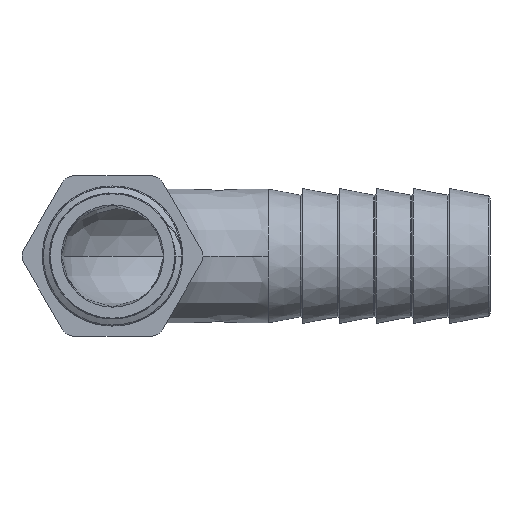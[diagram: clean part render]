
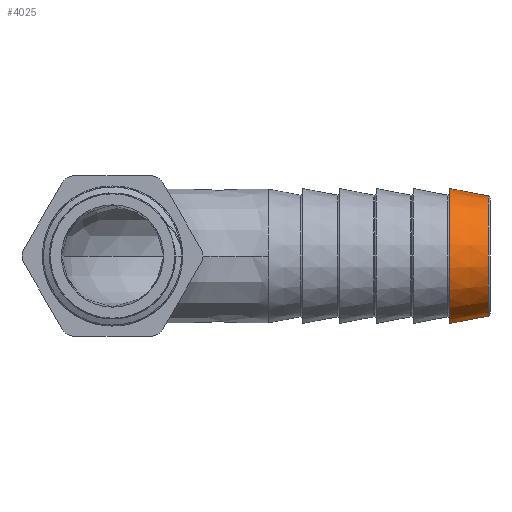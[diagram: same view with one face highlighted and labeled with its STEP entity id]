
A CAD part, front view. The second image highlights one B-rep face of the part: STEP entity #4025.
In plain terms, the highlighted conical face has half-angle 11 degrees and reference radius 8.984 mm.
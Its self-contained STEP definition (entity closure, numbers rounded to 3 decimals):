
#1292 = CARTESIAN_POINT ( 'NONE',  ( 56.241, 0., -8.984 ) ) ;
#1296 = CARTESIAN_POINT ( 'NONE',  ( 56.241, 0., 8.984 ) ) ;
#1303 = LINE ( 'NONE', #1292, #6383 ) ;
#1307 = DIRECTION ( 'NONE',  ( -0.982, 0., -0.191 ) ) ;
#1308 = LINE ( 'NONE', #1296, #6373 ) ;
#1312 = DIRECTION ( 'NONE',  ( -0.982, 0., 0.191 ) ) ;
#1586 = EDGE_CURVE ( 'NONE', #2060, #2064, #1303, .T. ) ;
#1588 = EDGE_CURVE ( 'NONE', #7109, #2063, #1308, .T. ) ;
#1681 = EDGE_CURVE ( 'NONE', #2060, #7109, #3130, .T. ) ;
#1682 = EDGE_CURVE ( 'NONE', #2064, #2063, #3132, .T. ) ;
#1968 = EDGE_LOOP ( 'NONE', ( #7300, #7301, #7302, #7303 ) ) ;
#2060 = VERTEX_POINT ( 'NONE', #4814 ) ;
#2063 = VERTEX_POINT ( 'NONE', #4817 ) ;
#2064 = VERTEX_POINT ( 'NONE', #4818 ) ;
#3130 = CIRCLE ( 'NONE', #3133, 8.984 ) ;
#3132 = CIRCLE ( 'NONE', #3135, 10.1 ) ;
#3133 = AXIS2_PLACEMENT_3D ( 'NONE', #4067, #4068, #4069 ) ;
#3135 = AXIS2_PLACEMENT_3D ( 'NONE', #4070, #4071, #4072 ) ;
#3252 = CONICAL_SURFACE ( 'NONE', #3253, 8.984, 0.192 ) ;
#3253 = AXIS2_PLACEMENT_3D ( 'NONE', #6095, #6093, #6085 ) ;
#4025 = ADVANCED_FACE ( 'NONE', ( #6091 ), #3252, .T. ) ;
#4067 = CARTESIAN_POINT ( 'NONE',  ( 56.241, 0., 0. ) ) ;
#4068 = DIRECTION ( 'NONE',  ( -1., 0., 0. ) ) ;
#4069 = DIRECTION ( 'NONE',  ( 0., 0., 1. ) ) ;
#4070 = CARTESIAN_POINT ( 'NONE',  ( 50.5, 0., 0. ) ) ;
#4071 = DIRECTION ( 'NONE',  ( -1., 0., 0. ) ) ;
#4072 = DIRECTION ( 'NONE',  ( 0., 0., 1. ) ) ;
#4814 = CARTESIAN_POINT ( 'NONE',  ( 56.241, 0., -8.984 ) ) ;
#4817 = CARTESIAN_POINT ( 'NONE',  ( 50.5, 0., 10.1 ) ) ;
#4818 = CARTESIAN_POINT ( 'NONE',  ( 50.5, 0., -10.1 ) ) ;
#6085 = DIRECTION ( 'NONE',  ( 0., 0., 1. ) ) ;
#6091 = FACE_OUTER_BOUND ( 'NONE', #1968, .T. ) ;
#6093 = DIRECTION ( 'NONE',  ( -1., 0., 0. ) ) ;
#6095 = CARTESIAN_POINT ( 'NONE',  ( 56.241, 0., 0. ) ) ;
#6245 = CARTESIAN_POINT ( 'NONE',  ( 56.241, 0., 8.984 ) ) ;
#6373 = VECTOR ( 'NONE', #1312, 1000. ) ;
#6383 = VECTOR ( 'NONE', #1307, 1000. ) ;
#7109 = VERTEX_POINT ( 'NONE', #6245 ) ;
#7300 = ORIENTED_EDGE ( 'NONE', *, *, #1586, .F. ) ;
#7301 = ORIENTED_EDGE ( 'NONE', *, *, #1681, .T. ) ;
#7302 = ORIENTED_EDGE ( 'NONE', *, *, #1588, .T. ) ;
#7303 = ORIENTED_EDGE ( 'NONE', *, *, #1682, .F. ) ;
